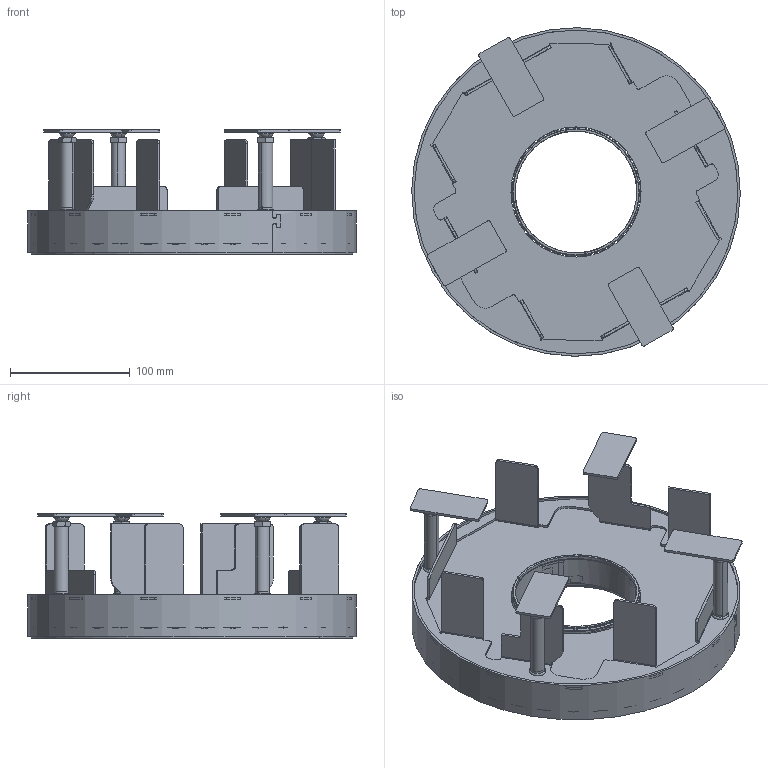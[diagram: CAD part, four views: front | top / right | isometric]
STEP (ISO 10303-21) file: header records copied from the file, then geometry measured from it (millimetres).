
FILE_DESCRIPTION((''),'2;1');
FILE_NAME('7409466_ASM','2014-06-05T',('AndreasKeweloh'),(''),'PRO/ENGINEER BY PARAMETRIC TECHNOLOGY CORPORATION, 2014000','PRO/ENGINEER BY PARAMETRIC TECHNOLOGY CORPORATION, 2014000','');
FILE_SCHEMA(('CONFIG_CONTROL_DESIGN'));
Length unit declared in the file: millimetre
Products named in the file (18): 35014016_STANDARD; 041819_L__70_MM; 041219_STANDARD; 054599_STANDARD_MIT_MUTTER_ASM; 036170_STANDARD; 055899_DARSTELLUNG_F_R_TELESKOP; 061265__H_21; 036160_STANDARD; 036161_STANDARD; 036159_STANDARD; 050142_STANDARD; 061617_RKFR_7; 062140_TUBUS__7__H_20_KOMPLETT__ASM; 054060_RK_7__TUBUS___BLIND__; 054080_39403776___F_R_NIVELLIER; 42389C_EINBAUSITUATION_GE2; 063341_SCHWERLASTL_SUNG_H__20_ASM; 7409466_ASM
Assembly tree (24 placements, depth 3):
  7409466_ASM
    054599_STANDARD_MIT_MUTTER_ASM  x4
      35014016_STANDARD
      041819_L__70_MM
      041219_STANDARD
    062140_TUBUS__7__H_20_KOMPLETT__ASM
      036170_STANDARD  x2
      055899_DARSTELLUNG_F_R_TELESKOP
      061265__H_21
      036160_STANDARD
      036161_STANDARD
      036159_STANDARD
      050142_STANDARD
      061617_RKFR_7
    063341_SCHWERLASTL_SUNG_H__20_ASM
      054060_RK_7__TUBUS___BLIND__
      054080_39403776___F_R_NIVELLIER
      42389C_EINBAUSITUATION_GE2  x4
Bounding box: 273.99 x 273.98 x 103.8 mm (x, y, z)
Volume: 650696.1 mm3; surface area: 413114.8 mm2
Topology: 27 solids, 27 shells, 1123 faces, 2792 edges, 1769 vertices
Faces by surface type: plane 455, cylinder 370, cone 167, torus 69, bspline 46, sphere 16
Entity records: 29345 total; most frequent: CARTESIAN_POINT 7454, DIRECTION 4577, ORIENTED_EDGE 4516, EDGE_CURVE 2258, AXIS2_PLACEMENT_3D 1750, VERTEX_POINT 1444, VECTOR 1077, LINE 1077
